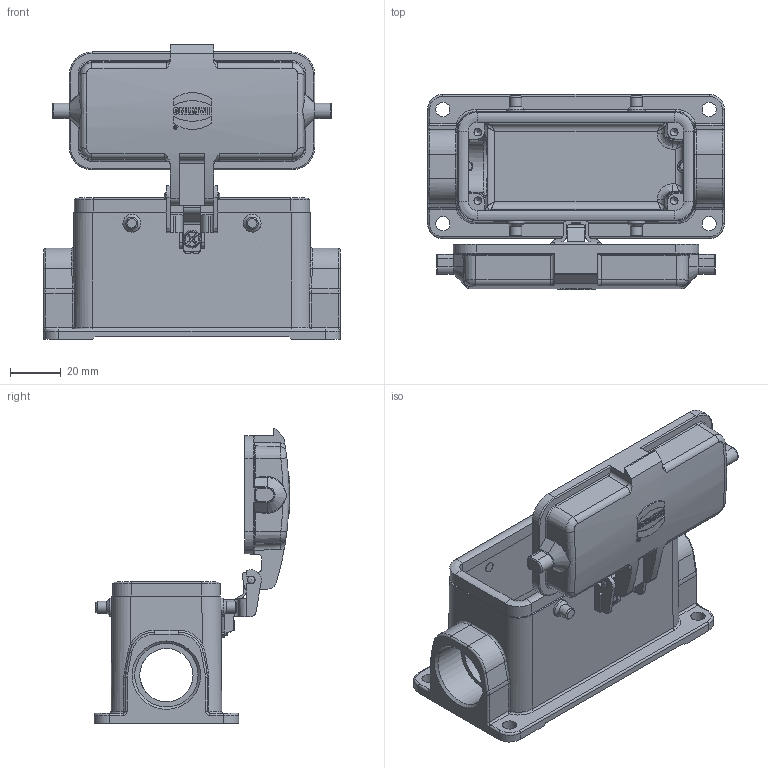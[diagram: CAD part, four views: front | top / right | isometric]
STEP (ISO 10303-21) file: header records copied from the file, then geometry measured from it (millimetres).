
FILE_DESCRIPTION(/* description */ (''),/* implementation_level */ '2;1');
FILE_NAME(/* name */ '100094899ugm000_c.stp',/* time_stamp */ '2017-11-06T09:58:05+01:00',/* author */ (''),/* organization */ (''),/* preprocessor_version */ 'ST-DEVELOPER v16',/* originating_system */ 'SIEMENS PLM Software NX 10.0',/* authorisation */ '');
FILE_SCHEMA (('AUTOMOTIVE_DESIGN { 1 0 10303 214 3 1 1 1 }'));
Length unit declared in the file: millimetre
Products named in the file (1): 100094899ugm000_c
Bounding box: 117 x 77.2 x 116.23 mm (x, y, z)
Volume: 111478.2 mm3; surface area: 63464.7 mm2
Topology: 2 solids, 2 shells, 799 faces, 2096 edges, 1329 vertices
Faces by surface type: plane 356, cylinder 262, bspline 70, cone 52, torus 47, sphere 6, extrusion 6
Full cylindrical faces by diameter (mm): 1.006 x1, 1.477 x1, 3 x6, 4 x4, 4.8 x4, 5.6 x4, 7 x5, 21 x2, 25 x2
Entity records: 30126 total; most frequent: CARTESIAN_POINT 7217, ORIENTED_EDGE 4018, DIRECTION 3987, EDGE_CURVE 2009, AXIS2_PLACEMENT_3D 1471, VERTEX_POINT 1299, VECTOR 1045, LINE 1039
